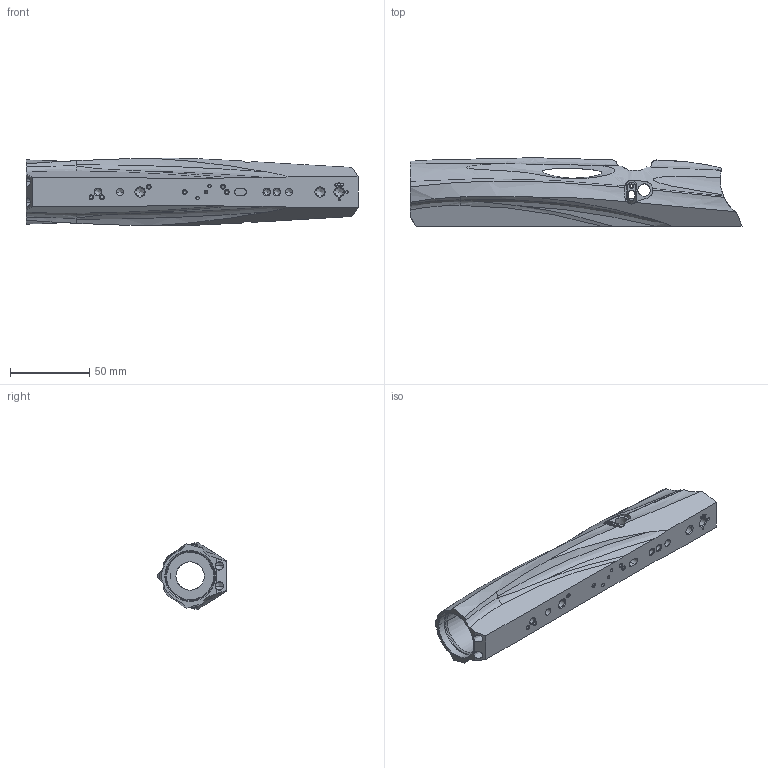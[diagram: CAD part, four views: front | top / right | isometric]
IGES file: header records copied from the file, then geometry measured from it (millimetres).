
Global section: file name: No Iges File Name specified; native system: Autodesk Inventor 2011; preprocessor: AutoDesk Inventor Iges Exporter R2011; author: Ydna; date: 20140602.195601; units: inch
Bounding box: 209.98 x 43.33 x 42.92 mm (x, y, z)
Volume: 90270.9 mm3; surface area: 53106.5 mm2
Topology: 1 solids, 1 shells, 279 faces, 785 edges, 489 vertices
Faces by surface type: revolution 167, bspline 72, plane 33, cylinder 7
